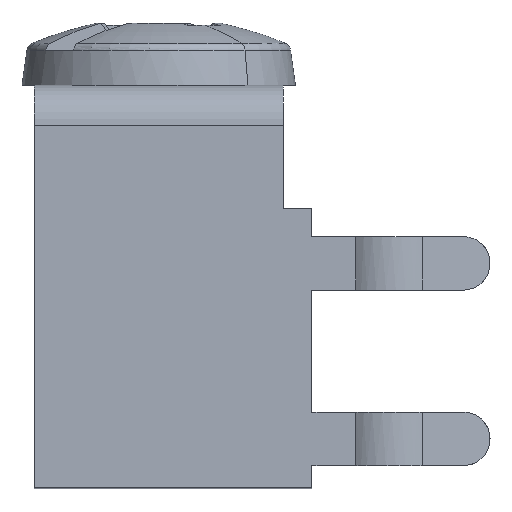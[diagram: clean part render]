
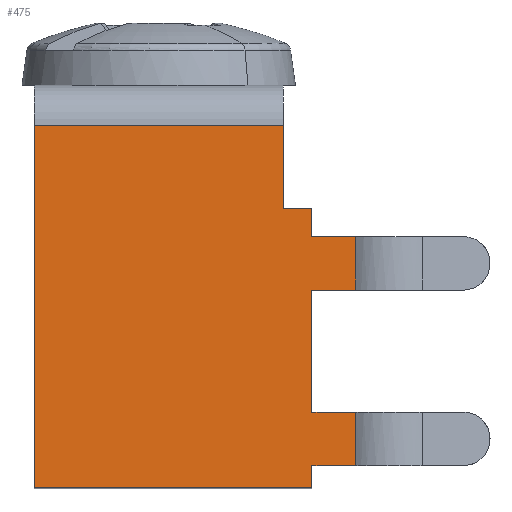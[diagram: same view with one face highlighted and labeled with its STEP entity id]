
A CAD part, left-side view. The second image highlights one B-rep face of the part: STEP entity #475.
In plain terms, the highlighted planar face has unit normal (-0.999, 0, 0.034).
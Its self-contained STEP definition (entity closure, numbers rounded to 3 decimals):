
#290 = ORIENTED_EDGE ( 'NONE', *, *, #455, .T. ) ;
#291 = VERTEX_POINT ( 'NONE', #1263 ) ;
#294 = VERTEX_POINT ( 'NONE', #1271 ) ;
#404 = VERTEX_POINT ( 'NONE', #4492 ) ;
#429 = ORIENTED_EDGE ( 'NONE', *, *, #452, .T. ) ;
#430 = ORIENTED_EDGE ( 'NONE', *, *, #473, .T. ) ;
#432 = VERTEX_POINT ( 'NONE', #4543 ) ;
#435 = EDGE_CURVE ( 'NONE', #432, #404, #4520, .T. ) ;
#450 = ORIENTED_EDGE ( 'NONE', *, *, #457, .T. ) ;
#451 = EDGE_LOOP ( 'NONE', ( #463, #429, #430, #450, #456, #472, #468, #466, #507, #465, #464, #290, #504, #515 ) ) ;
#452 = EDGE_CURVE ( 'NONE', #404, #462, #4598, .T. ) ;
#453 = VERTEX_POINT ( 'NONE', #4591 ) ;
#454 = EDGE_CURVE ( 'NONE', #453, #471, #4567, .T. ) ;
#455 = EDGE_CURVE ( 'NONE', #294, #467, #4584, .T. ) ;
#456 = ORIENTED_EDGE ( 'NONE', *, *, #458, .T. ) ;
#457 = EDGE_CURVE ( 'NONE', #460, #474, #4565, .T. ) ;
#458 = EDGE_CURVE ( 'NONE', #474, #453, #4558, .T. ) ;
#460 = VERTEX_POINT ( 'NONE', #4596 ) ;
#462 = VERTEX_POINT ( 'NONE', #4595 ) ;
#463 = ORIENTED_EDGE ( 'NONE', *, *, #435, .T. ) ;
#464 = ORIENTED_EDGE ( 'NONE', *, *, #478, .T. ) ;
#465 = ORIENTED_EDGE ( 'NONE', *, *, #486, .T. ) ;
#466 = ORIENTED_EDGE ( 'NONE', *, *, #506, .T. ) ;
#467 = VERTEX_POINT ( 'NONE', #4594 ) ;
#468 = ORIENTED_EDGE ( 'NONE', *, *, #470, .T. ) ;
#469 = VERTEX_POINT ( 'NONE', #4593 ) ;
#470 = EDGE_CURVE ( 'NONE', #471, #469, #4487, .T. ) ;
#471 = VERTEX_POINT ( 'NONE', #4621 ) ;
#472 = ORIENTED_EDGE ( 'NONE', *, *, #454, .T. ) ;
#473 = EDGE_CURVE ( 'NONE', #462, #460, #4611, .T. ) ;
#474 = VERTEX_POINT ( 'NONE', #4616 ) ;
#475 = ADVANCED_FACE ( 'NONE', ( #4619 ), #4610, .T. ) ;
#476 = EDGE_CURVE ( 'NONE', #477, #291, #4625, .T. ) ;
#477 = VERTEX_POINT ( 'NONE', #4623 ) ;
#478 = EDGE_CURVE ( 'NONE', #516, #294, #4629, .T. ) ;
#486 = EDGE_CURVE ( 'NONE', #291, #516, #4657, .T. ) ;
#488 = EDGE_CURVE ( 'NONE', #493, #467, #4653, .T. ) ;
#491 = EDGE_CURVE ( 'NONE', #493, #432, #4705, .T. ) ;
#493 = VERTEX_POINT ( 'NONE', #4703 ) ;
#504 = ORIENTED_EDGE ( 'NONE', *, *, #488, .F. ) ;
#506 = EDGE_CURVE ( 'NONE', #469, #477, #4721, .T. ) ;
#507 = ORIENTED_EDGE ( 'NONE', *, *, #476, .T. ) ;
#515 = ORIENTED_EDGE ( 'NONE', *, *, #491, .T. ) ;
#516 = VERTEX_POINT ( 'NONE', #4749 ) ;
#1263 = CARTESIAN_POINT ( 'NONE',  ( -4.275, 0., -4.318 ) ) ;
#1271 = CARTESIAN_POINT ( 'NONE',  ( -4.247, 0.813, -3.505 ) ) ;
#4480 = DIRECTION ( 'NONE',  ( 0.034, 0., 0.999 ) ) ;
#4481 = DIRECTION ( 'NONE',  ( -0.999, 0., 0.034 ) ) ;
#4483 = DIRECTION ( 'NONE',  ( 0., -1., 0. ) ) ;
#4484 = VECTOR ( 'NONE', #4483, 1000. ) ;
#4485 = CARTESIAN_POINT ( 'NONE',  ( -4.166, 7.925, -1.153 ) ) ;
#4486 = CARTESIAN_POINT ( 'NONE',  ( -4.327, 7.925, -5.842 ) ) ;
#4487 = LINE ( 'NONE', #4486, #4484 ) ;
#4492 = CARTESIAN_POINT ( 'NONE',  ( -4.521, 0., -11.481 ) ) ;
#4520 = LINE ( 'NONE', #4556, #4555 ) ;
#4543 = CARTESIAN_POINT ( 'NONE',  ( -4.521, 7.925, -11.481 ) ) ;
#4554 = DIRECTION ( 'NONE',  ( 0., -1., 0. ) ) ;
#4555 = VECTOR ( 'NONE', #4554, 1000. ) ;
#4556 = CARTESIAN_POINT ( 'NONE',  ( -4.521, 7.925, -11.481 ) ) ;
#4558 = LINE ( 'NONE', #4587, #4586 ) ;
#4564 = CARTESIAN_POINT ( 'NONE',  ( -4.166, -1.254, -1.153 ) ) ;
#4565 = LINE ( 'NONE', #4564, #4601 ) ;
#4566 = CARTESIAN_POINT ( 'NONE',  ( -4.166, 0., -1.153 ) ) ;
#4567 = LINE ( 'NONE', #4566, #4571 ) ;
#4570 = DIRECTION ( 'NONE',  ( 0.034, 0., 0.999 ) ) ;
#4571 = VECTOR ( 'NONE', #4570, 1000. ) ;
#4581 = DIRECTION ( 'NONE',  ( 0.034, 0., 0.999 ) ) ;
#4582 = VECTOR ( 'NONE', #4581, 1000. ) ;
#4583 = CARTESIAN_POINT ( 'NONE',  ( -4.166, 0.813, -1.153 ) ) ;
#4584 = LINE ( 'NONE', #4583, #4582 ) ;
#4585 = DIRECTION ( 'NONE',  ( 0., 1., 0. ) ) ;
#4586 = VECTOR ( 'NONE', #4585, 1000. ) ;
#4587 = CARTESIAN_POINT ( 'NONE',  ( -4.447, 7.925, -9.322 ) ) ;
#4588 = VECTOR ( 'NONE', #4592, 1000. ) ;
#4589 = CARTESIAN_POINT ( 'NONE',  ( -4.166, 0., -1.153 ) ) ;
#4591 = CARTESIAN_POINT ( 'NONE',  ( -4.447, 0., -9.322 ) ) ;
#4592 = DIRECTION ( 'NONE',  ( 0.034, 0., 0.999 ) ) ;
#4593 = CARTESIAN_POINT ( 'NONE',  ( -4.327, -1.254, -5.842 ) ) ;
#4594 = CARTESIAN_POINT ( 'NONE',  ( -4.166, 0.813, -1.153 ) ) ;
#4595 = CARTESIAN_POINT ( 'NONE',  ( -4.499, 0., -10.846 ) ) ;
#4596 = CARTESIAN_POINT ( 'NONE',  ( -4.499, -1.254, -10.846 ) ) ;
#4598 = LINE ( 'NONE', #4589, #4588 ) ;
#4600 = DIRECTION ( 'NONE',  ( 0.034, 0., 0.999 ) ) ;
#4601 = VECTOR ( 'NONE', #4600, 1000. ) ;
#4609 = CARTESIAN_POINT ( 'NONE',  ( -4.499, 7.925, -10.846 ) ) ;
#4610 = PLANE ( 'NONE',  #4618 ) ;
#4611 = LINE ( 'NONE', #4609, #4620 ) ;
#4616 = CARTESIAN_POINT ( 'NONE',  ( -4.447, -1.254, -9.322 ) ) ;
#4617 = DIRECTION ( 'NONE',  ( 0., -1., 0. ) ) ;
#4618 = AXIS2_PLACEMENT_3D ( 'NONE', #4485, #4481, #4480 ) ;
#4619 = FACE_OUTER_BOUND ( 'NONE', #451, .T. ) ;
#4620 = VECTOR ( 'NONE', #4617, 1000. ) ;
#4621 = CARTESIAN_POINT ( 'NONE',  ( -4.327, 0., -5.842 ) ) ;
#4623 = CARTESIAN_POINT ( 'NONE',  ( -4.275, -1.254, -4.318 ) ) ;
#4624 = VECTOR ( 'NONE', #4630, 1000. ) ;
#4625 = LINE ( 'NONE', #4631, #4624 ) ;
#4626 = DIRECTION ( 'NONE',  ( 0., 1., 0. ) ) ;
#4627 = VECTOR ( 'NONE', #4626, 1000. ) ;
#4628 = CARTESIAN_POINT ( 'NONE',  ( -4.247, 7.925, -3.505 ) ) ;
#4629 = LINE ( 'NONE', #4628, #4627 ) ;
#4630 = DIRECTION ( 'NONE',  ( 0., 1., 0. ) ) ;
#4631 = CARTESIAN_POINT ( 'NONE',  ( -4.275, 7.925, -4.318 ) ) ;
#4648 = DIRECTION ( 'NONE',  ( 0., -1., 0. ) ) ;
#4649 = VECTOR ( 'NONE', #4648, 1000. ) ;
#4652 = CARTESIAN_POINT ( 'NONE',  ( -4.166, 7.925, -1.153 ) ) ;
#4653 = LINE ( 'NONE', #4652, #4649 ) ;
#4654 = DIRECTION ( 'NONE',  ( 0.034, 0., 0.999 ) ) ;
#4655 = VECTOR ( 'NONE', #4654, 1000. ) ;
#4656 = CARTESIAN_POINT ( 'NONE',  ( -4.166, 0., -1.153 ) ) ;
#4657 = LINE ( 'NONE', #4656, #4655 ) ;
#4689 = CARTESIAN_POINT ( 'NONE',  ( -4.166, 7.925, -1.153 ) ) ;
#4692 = VECTOR ( 'NONE', #4704, 1000. ) ;
#4693 = VECTOR ( 'NONE', #4706, 1000. ) ;
#4703 = CARTESIAN_POINT ( 'NONE',  ( -4.166, 7.925, -1.153 ) ) ;
#4704 = DIRECTION ( 'NONE',  ( -0.034, 0., -0.999 ) ) ;
#4705 = LINE ( 'NONE', #4689, #4692 ) ;
#4706 = DIRECTION ( 'NONE',  ( 0.034, 0., 0.999 ) ) ;
#4720 = CARTESIAN_POINT ( 'NONE',  ( -4.166, -1.254, -1.153 ) ) ;
#4721 = LINE ( 'NONE', #4720, #4693 ) ;
#4749 = CARTESIAN_POINT ( 'NONE',  ( -4.247, 0., -3.505 ) ) ;
